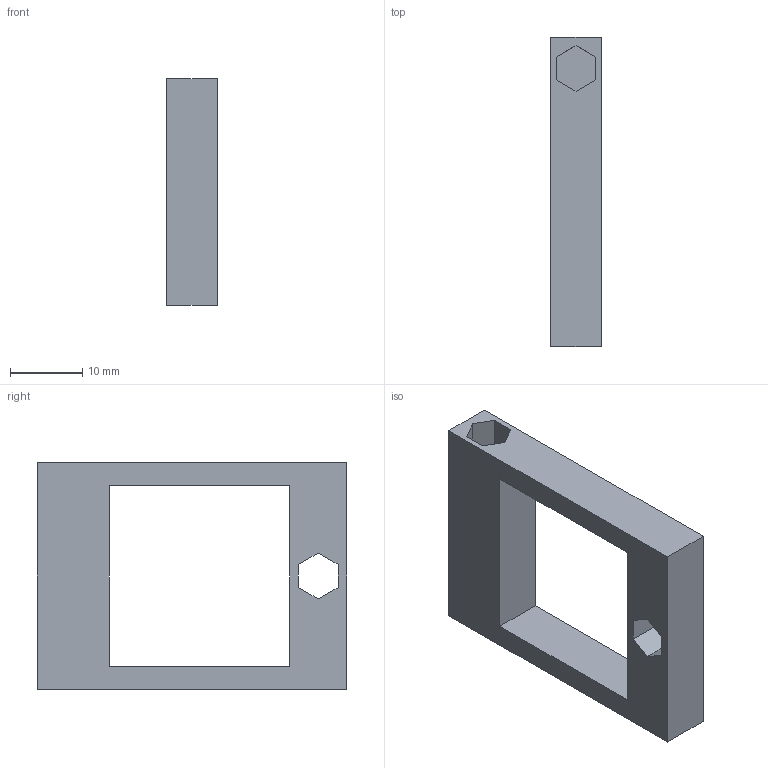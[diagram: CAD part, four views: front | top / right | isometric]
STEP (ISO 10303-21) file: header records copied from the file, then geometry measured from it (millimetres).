
FILE_DESCRIPTION(/* description */ (''),/* implementation_level */ '2;1');
FILE_NAME(/* name */ 'OLED_construction_mamba v1.step',/* time_stamp */ '2023-05-07T00:48:04+03:00',/* author */ (''),/* organization */ (''),/* preprocessor_version */ 'ST-DEVELOPER v19.2',/* originating_system */ 'Autodesk Translation Framework v12.4.0.73',/* authorisation */ '');
FILE_SCHEMA (('AUTOMOTIVE_DESIGN { 1 0 10303 214 3 1 1 }'));
Length unit declared in the file: millimetre
Products named in the file (1): OLED_construction_mamba
Bounding box: 7 x 42.88 x 31.42 mm (x, y, z)
Volume: 4610.5 mm3; surface area: 3456.2 mm2
Topology: 1 solids, 1 shells, 30 faces, 78 edges, 52 vertices
Faces by surface type: plane 30
Entity records: 958 total; most frequent: CARTESIAN_POINT 161, ORIENTED_EDGE 156, DIRECTION 140, LINE 78, VECTOR 78, EDGE_CURVE 78, VERTEX_POINT 52, EDGE_LOOP 36
